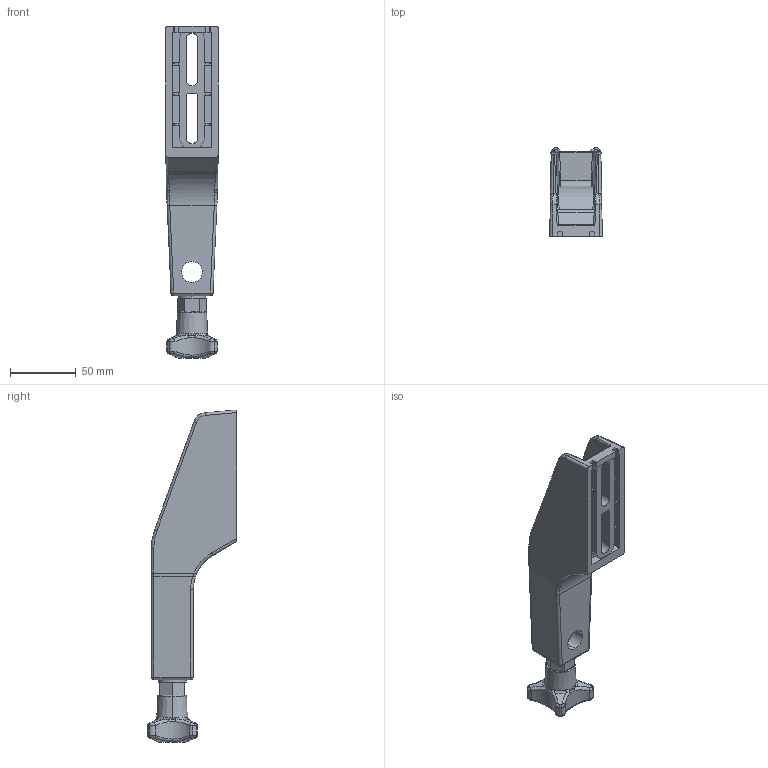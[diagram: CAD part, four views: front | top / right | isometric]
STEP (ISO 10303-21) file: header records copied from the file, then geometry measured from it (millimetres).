
FILE_DESCRIPTION (( 'STEP AP214' ), '1' );
FILE_NAME ('Rexnord-S0617-655602.STEP', '2023-08-01T11:57:14', ( '' ), ( '' ), 'SwSTEP 2.0', 'SolidWorks 2022', '' );
FILE_SCHEMA (( 'AUTOMOTIVE_DESIGN' ));
Length unit declared in the file: millimetre
Products named in the file (2): Rexnord-S0617-655602; Rexnord-S0617-655602_655602
Assembly tree (1 placements, depth 2):
  Rexnord-S0617-655602
    Rexnord-S0617-655602_655602
Bounding box: 40 x 68.05 x 252.41 mm (x, y, z)
Surface area: 58108.8 mm2 (no closed solid volume)
Topology: 0 solids, 5 shells, 316 faces, 832 edges, 522 vertices
Faces by surface type: plane 122, bspline 103, cylinder 79, cone 12
Entity records: 17991 total; most frequent: CARTESIAN_POINT 7692, ORIENTED_EDGE 1634, DIRECTION 1112, EDGE_CURVE 832, VERTEX_POINT 522, VECTOR 420, LINE 420, AXIS2_PLACEMENT_3D 346
